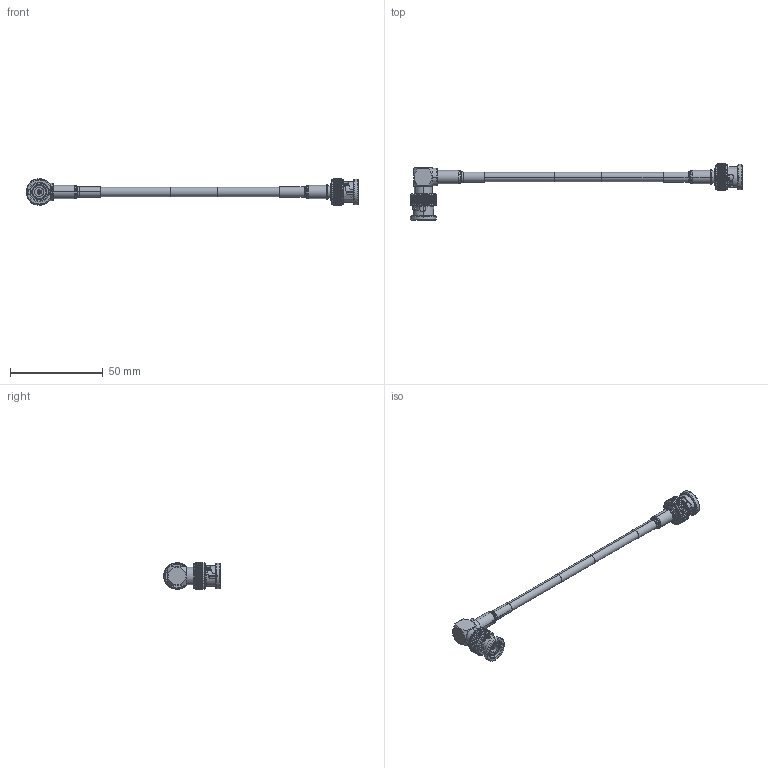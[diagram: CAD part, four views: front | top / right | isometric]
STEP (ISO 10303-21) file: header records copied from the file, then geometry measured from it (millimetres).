
FILE_DESCRIPTION (( 'STEP AP214' ), '1' );
FILE_NAME ('FMCA9857_3D.step', '2023-08-01T16:43:20', ( '' ), ( '' ), 'SwSTEP 2.0', 'SolidWorks 2022', '' );
FILE_SCHEMA (( 'AUTOMOTIVE_DESIGN' ));
Length unit declared in the file: inch
Products named in the file (4): FMCA9857_3D; Copy of RG58C-PROD^FMCA9857; Copy of PE45877^FMCA9857; Copy of PE45879^FMCA9857
Assembly tree (3 placements, depth 2):
  FMCA9857_3D
    Copy of RG58C-PROD^FMCA9857
    Copy of PE45877^FMCA9857
    Copy of PE45879^FMCA9857
Bounding box: 179.18 x 30.4 x 14.3 mm (x, y, z)
Volume: 7606.1 mm3; surface area: 10049.8 mm2
Topology: 5 solids, 5 shells, 896 faces, 2076 edges, 1222 vertices
Faces by surface type: plane 485, bspline 182, cylinder 149, cone 54, torus 26
Entity records: 30272 total; most frequent: CARTESIAN_POINT 12450, ORIENTED_EDGE 4152, DIRECTION 3002, EDGE_CURVE 2076, VERTEX_POINT 1222, AXIS2_PLACEMENT_3D 1209, EDGE_LOOP 942, FACE_OUTER_BOUND 896
